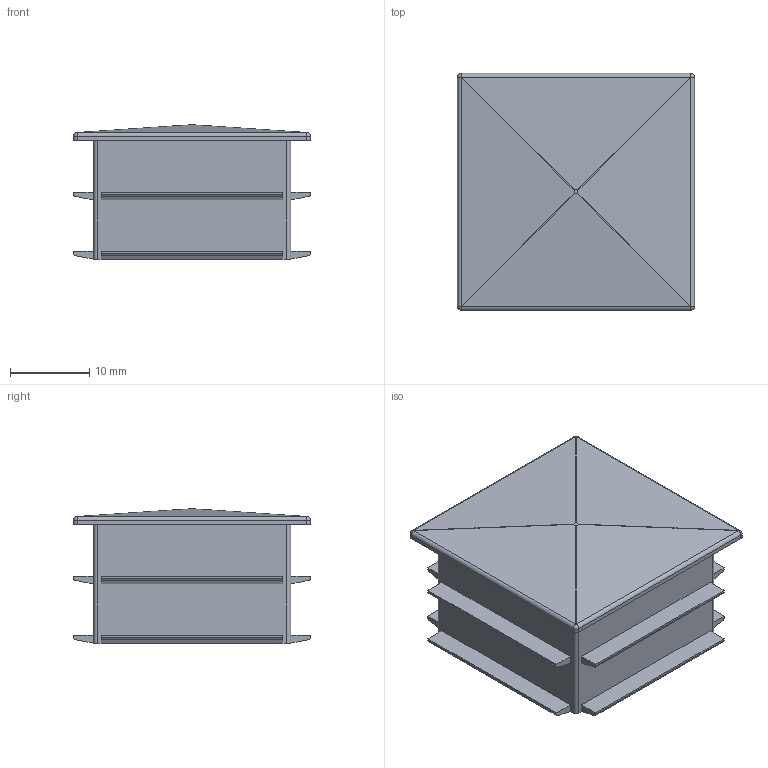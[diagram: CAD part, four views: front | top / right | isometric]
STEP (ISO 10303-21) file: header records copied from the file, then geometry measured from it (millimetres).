
FILE_DESCRIPTION( ( 'Unknown' ), '1' );
FILE_NAME( '7321115.stp', 'Unknown', ( 'Unknown' ), ( 'Unknown' ), 'PSStep 14.0', 'Unknown', ' ' );
FILE_SCHEMA( ( 'AUTOMOTIVE_DESIGN { 1 0 10303 214 1 1 1 1 }' ) );
Length unit declared in the file: millimetre
Products named in the file (1): 1
Bounding box: 30 x 30 x 17 mm (x, y, z)
Volume: 10914 mm3; surface area: 4238.2 mm2
Topology: 1 solids, 1 shells, 83 faces, 204 edges, 128 vertices
Faces by surface type: plane 55, cylinder 24, sphere 4
Entity records: 3094 total; most frequent: DIRECTION 420, CARTESIAN_POINT 416, ORIENTED_EDGE 408, EDGE_CURVE 204, LINE 156, VECTOR 156, AXIS2_PLACEMENT_3D 132, VERTEX_POINT 128
